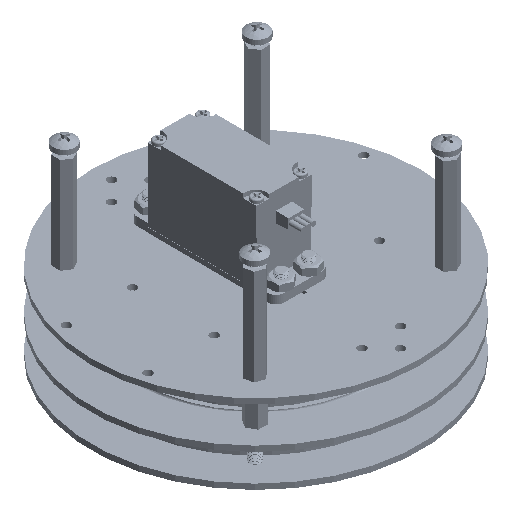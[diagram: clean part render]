
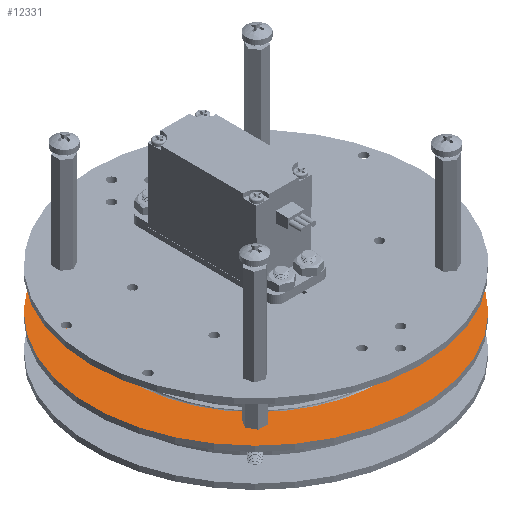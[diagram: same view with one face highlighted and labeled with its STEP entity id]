
A CAD part, isometric view. The second image highlights one B-rep face of the part: STEP entity #12331.
In plain terms, the highlighted face is planar.
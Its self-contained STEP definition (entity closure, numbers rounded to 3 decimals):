
#135 = FACE_BOUND ( 'NONE', #31302, .T. ) ;
#295 = ORIENTED_EDGE ( 'NONE', *, *, #36104, .T. ) ;
#1212 = VERTEX_POINT ( 'NONE', #17839 ) ;
#1270 = CIRCLE ( 'NONE', #30143, 2. ) ;
#1631 = CARTESIAN_POINT ( 'NONE',  ( 0., -49.497, -2. ) ) ;
#1810 = EDGE_LOOP ( 'NONE', ( #6501, #20173 ) ) ;
#1840 = DIRECTION ( 'NONE',  ( 0., 0., -1. ) ) ;
#2036 = DIRECTION ( 'NONE',  ( 0., 0., -1. ) ) ;
#3652 = CARTESIAN_POINT ( 'NONE',  ( 0., 0., 60. ) ) ;
#4075 = ORIENTED_EDGE ( 'NONE', *, *, #27809, .T. ) ;
#4180 = FACE_BOUND ( 'NONE', #5591, .T. ) ;
#4372 = CIRCLE ( 'NONE', #21058, 60. ) ;
#4375 = AXIS2_PLACEMENT_3D ( 'NONE', #42125, #42819, #24739 ) ;
#4964 = EDGE_CURVE ( 'NONE', #19809, #19919, #15180, .T. ) ;
#5591 = EDGE_LOOP ( 'NONE', ( #4075, #41939 ) ) ;
#6419 = CIRCLE ( 'NONE', #11711, 2. ) ;
#6501 = ORIENTED_EDGE ( 'NONE', *, *, #39683, .F. ) ;
#6640 = VERTEX_POINT ( 'NONE', #22489 ) ;
#6679 = AXIS2_PLACEMENT_3D ( 'NONE', #21877, #43741, #28329 ) ;
#6738 = ORIENTED_EDGE ( 'NONE', *, *, #38310, .T. ) ;
#6862 = ORIENTED_EDGE ( 'NONE', *, *, #24467, .T. ) ;
#7099 = CIRCLE ( 'NONE', #23059, 2. ) ;
#7156 = EDGE_CURVE ( 'NONE', #33877, #6640, #43729, .T. ) ;
#7358 = AXIS2_PLACEMENT_3D ( 'NONE', #24684, #35645, #47042 ) ;
#7568 = CARTESIAN_POINT ( 'NONE',  ( 0., 49.497, 0. ) ) ;
#7716 = CIRCLE ( 'NONE', #9968, 2. ) ;
#8208 = DIRECTION ( 'NONE',  ( 0., 0., -1. ) ) ;
#9506 = DIRECTION ( 'NONE',  ( 0., 0., -1. ) ) ;
#9968 = AXIS2_PLACEMENT_3D ( 'NONE', #44932, #45857, #19722 ) ;
#10117 = VERTEX_POINT ( 'NONE', #39365 ) ;
#10598 = EDGE_CURVE ( 'NONE', #43543, #1212, #31723, .T. ) ;
#10949 = EDGE_CURVE ( 'NONE', #24553, #26134, #45352, .T. ) ;
#11194 = AXIS2_PLACEMENT_3D ( 'NONE', #42506, #23746, #1840 ) ;
#11711 = AXIS2_PLACEMENT_3D ( 'NONE', #26290, #33677, #8208 ) ;
#11881 = ORIENTED_EDGE ( 'NONE', *, *, #37841, .T. ) ;
#12331 = ADVANCED_FACE ( 'NONE', ( #17981, #4180, #18219, #32735, #33191, #135 ), #25575, .F. ) ;
#12487 = VERTEX_POINT ( 'NONE', #41503 ) ;
#13707 = DIRECTION ( 'NONE',  ( 1., 0., 0. ) ) ;
#13775 = EDGE_LOOP ( 'NONE', ( #6862, #11881 ) ) ;
#15119 = EDGE_CURVE ( 'NONE', #12487, #22067, #44645, .T. ) ;
#15180 = CIRCLE ( 'NONE', #31148, 2. ) ;
#15326 = CARTESIAN_POINT ( 'NONE',  ( 0., 0., 0. ) ) ;
#16573 = CARTESIAN_POINT ( 'NONE',  ( 0., 0., 49.497 ) ) ;
#17839 = CARTESIAN_POINT ( 'NONE',  ( 0., 0., -47.497 ) ) ;
#17981 = FACE_OUTER_BOUND ( 'NONE', #1810, .T. ) ;
#18219 = FACE_BOUND ( 'NONE', #35495, .T. ) ;
#19722 = DIRECTION ( 'NONE',  ( 0., 0., -1. ) ) ;
#19809 = VERTEX_POINT ( 'NONE', #31020 ) ;
#19919 = VERTEX_POINT ( 'NONE', #42402 ) ;
#20173 = ORIENTED_EDGE ( 'NONE', *, *, #15119, .F. ) ;
#21058 = AXIS2_PLACEMENT_3D ( 'NONE', #42187, #30809, #27477 ) ;
#21728 = DIRECTION ( 'NONE',  ( 0., 0., -1. ) ) ;
#21877 = CARTESIAN_POINT ( 'NONE',  ( 0., 0., -49.497 ) ) ;
#22067 = VERTEX_POINT ( 'NONE', #3652 ) ;
#22084 = DIRECTION ( 'NONE',  ( 0., 0., -1. ) ) ;
#22489 = CARTESIAN_POINT ( 'NONE',  ( 0., 0., 45. ) ) ;
#23059 = AXIS2_PLACEMENT_3D ( 'NONE', #40422, #26148, #33045 ) ;
#23746 = DIRECTION ( 'NONE',  ( 1., 0., 0. ) ) ;
#23830 = CARTESIAN_POINT ( 'NONE',  ( 0., -49.497, 2. ) ) ;
#24135 = AXIS2_PLACEMENT_3D ( 'NONE', #28508, #31407, #9506 ) ;
#24467 = EDGE_CURVE ( 'NONE', #10117, #36254, #7099, .T. ) ;
#24553 = VERTEX_POINT ( 'NONE', #1631 ) ;
#24684 = CARTESIAN_POINT ( 'NONE',  ( 0., -49.497, 0. ) ) ;
#24739 = DIRECTION ( 'NONE',  ( 0., 0., -1. ) ) ;
#25575 = PLANE ( 'NONE',  #25735 ) ;
#25735 = AXIS2_PLACEMENT_3D ( 'NONE', #36541, #25831, #40081 ) ;
#25831 = DIRECTION ( 'NONE',  ( 1., 0., 0. ) ) ;
#26134 = VERTEX_POINT ( 'NONE', #23830 ) ;
#26148 = DIRECTION ( 'NONE',  ( 1., 0., 0. ) ) ;
#26290 = CARTESIAN_POINT ( 'NONE',  ( 0., 0., -49.497 ) ) ;
#27477 = DIRECTION ( 'NONE',  ( 0., 0., -1. ) ) ;
#27809 = EDGE_CURVE ( 'NONE', #6640, #33877, #28672, .T. ) ;
#28329 = DIRECTION ( 'NONE',  ( 0., 0., -1. ) ) ;
#28508 = CARTESIAN_POINT ( 'NONE',  ( 0., 0., 0. ) ) ;
#28672 = CIRCLE ( 'NONE', #24135, 45. ) ;
#29110 = DIRECTION ( 'NONE',  ( 1., 0., 0. ) ) ;
#29667 = EDGE_CURVE ( 'NONE', #1212, #43543, #6419, .T. ) ;
#30143 = AXIS2_PLACEMENT_3D ( 'NONE', #16573, #13707, #2036 ) ;
#30553 = CARTESIAN_POINT ( 'NONE',  ( 0., 0., -45. ) ) ;
#30809 = DIRECTION ( 'NONE',  ( 1., 0., 0. ) ) ;
#31020 = CARTESIAN_POINT ( 'NONE',  ( 0., 49.497, 2. ) ) ;
#31148 = AXIS2_PLACEMENT_3D ( 'NONE', #7568, #37299, #22084 ) ;
#31302 = EDGE_LOOP ( 'NONE', ( #35190, #41368 ) ) ;
#31407 = DIRECTION ( 'NONE',  ( 1., 0., 0. ) ) ;
#31723 = CIRCLE ( 'NONE', #6679, 2. ) ;
#31942 = CARTESIAN_POINT ( 'NONE',  ( 0., 0., -51.497 ) ) ;
#32735 = FACE_BOUND ( 'NONE', #13775, .T. ) ;
#33045 = DIRECTION ( 'NONE',  ( 0., 0., -1. ) ) ;
#33191 = FACE_BOUND ( 'NONE', #41000, .T. ) ;
#33677 = DIRECTION ( 'NONE',  ( 1., 0., 0. ) ) ;
#33877 = VERTEX_POINT ( 'NONE', #30553 ) ;
#33897 = ORIENTED_EDGE ( 'NONE', *, *, #10949, .T. ) ;
#35190 = ORIENTED_EDGE ( 'NONE', *, *, #29667, .T. ) ;
#35495 = EDGE_LOOP ( 'NONE', ( #44069, #295 ) ) ;
#35645 = DIRECTION ( 'NONE',  ( 1., 0., 0. ) ) ;
#36104 = EDGE_CURVE ( 'NONE', #19919, #19809, #7716, .T. ) ;
#36254 = VERTEX_POINT ( 'NONE', #39178 ) ;
#36541 = CARTESIAN_POINT ( 'NONE',  ( 0., 0., 0. ) ) ;
#37299 = DIRECTION ( 'NONE',  ( 1., 0., 0. ) ) ;
#37676 = AXIS2_PLACEMENT_3D ( 'NONE', #15326, #29110, #21728 ) ;
#37841 = EDGE_CURVE ( 'NONE', #36254, #10117, #1270, .T. ) ;
#38310 = EDGE_CURVE ( 'NONE', #26134, #24553, #43837, .T. ) ;
#39178 = CARTESIAN_POINT ( 'NONE',  ( 0., 0., 47.497 ) ) ;
#39365 = CARTESIAN_POINT ( 'NONE',  ( 0., 0., 51.497 ) ) ;
#39683 = EDGE_CURVE ( 'NONE', #22067, #12487, #4372, .T. ) ;
#40081 = DIRECTION ( 'NONE',  ( 0., 0., -1. ) ) ;
#40422 = CARTESIAN_POINT ( 'NONE',  ( 0., 0., 49.497 ) ) ;
#41000 = EDGE_LOOP ( 'NONE', ( #6738, #33897 ) ) ;
#41368 = ORIENTED_EDGE ( 'NONE', *, *, #10598, .T. ) ;
#41503 = CARTESIAN_POINT ( 'NONE',  ( 0., 0., -60. ) ) ;
#41939 = ORIENTED_EDGE ( 'NONE', *, *, #7156, .T. ) ;
#42125 = CARTESIAN_POINT ( 'NONE',  ( 0., -49.497, 0. ) ) ;
#42187 = CARTESIAN_POINT ( 'NONE',  ( 0., 0., 0. ) ) ;
#42402 = CARTESIAN_POINT ( 'NONE',  ( 0., 49.497, -2. ) ) ;
#42506 = CARTESIAN_POINT ( 'NONE',  ( 0., 0., 0. ) ) ;
#42819 = DIRECTION ( 'NONE',  ( 1., 0., 0. ) ) ;
#43543 = VERTEX_POINT ( 'NONE', #31942 ) ;
#43729 = CIRCLE ( 'NONE', #37676, 45. ) ;
#43741 = DIRECTION ( 'NONE',  ( 1., 0., 0. ) ) ;
#43837 = CIRCLE ( 'NONE', #4375, 2. ) ;
#44069 = ORIENTED_EDGE ( 'NONE', *, *, #4964, .T. ) ;
#44645 = CIRCLE ( 'NONE', #11194, 60. ) ;
#44932 = CARTESIAN_POINT ( 'NONE',  ( 0., 49.497, 0. ) ) ;
#45352 = CIRCLE ( 'NONE', #7358, 2. ) ;
#45857 = DIRECTION ( 'NONE',  ( 1., 0., 0. ) ) ;
#47042 = DIRECTION ( 'NONE',  ( 0., 0., -1. ) ) ;
